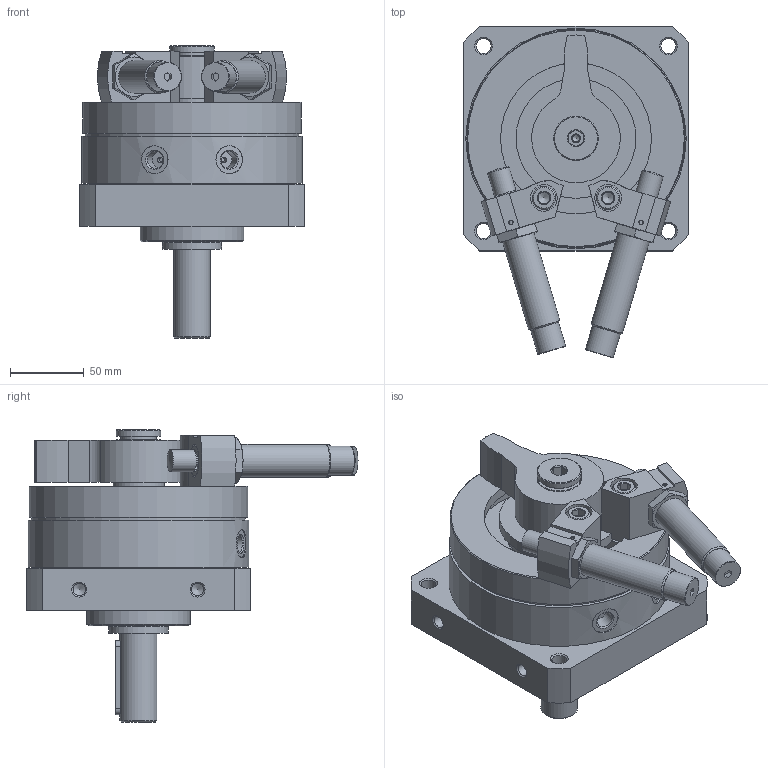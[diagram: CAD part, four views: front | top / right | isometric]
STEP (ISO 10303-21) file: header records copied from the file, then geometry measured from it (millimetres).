
FILE_DESCRIPTION(/* description */ ('STEP AP214'),/* implementation_level */ '2;1');
FILE_NAME(/* name */ '552081_DSM-63-270-CC-A-B',/* time_stamp */ '2024-08-21T18:51:26+02:00',/* author */ ('License CC BY-ND 4.0'),/* organization */ ('CADENAS'),/* preprocessor_version */ 'ST-DEVELOPER v19.3',/* originating_system */ 'PARTsolutions',/* authorisation */ ' ');
FILE_SCHEMA (('AUTOMOTIVE_DESIGN {1 0 10303 214 3 1 1}'));
Length unit declared in the file: millimetre
Products named in the file (9): 552081 DSM-63-270-CC-A-B--(0); 552081 DSM-63-270-CC-A-B_G---(B); 737476 DSM-63-BR---(HZ); 553593 DYSC-16-18-Y1F---(SD_0); 714510 DSM-63_NS; DIN-912 - M10x40(F); 337143 VAL-1/8-10 M22X1.5-6-27; 737477 DSM-63-BL---(HZ); 552081 DSM-63-270-CC-A-B_K---(B)
Assembly tree (12 placements, depth 2):
  552081 DSM-63-270-CC-A-B--(0)
    552081 DSM-63-270-CC-A-B_G---(B)
    737476 DSM-63-BR---(HZ)
    553593 DYSC-16-18-Y1F---(SD_0)  x2
    714510 DSM-63_NS  x2
    DIN-912 - M10x40(F)  x2
    337143 VAL-1/8-10 M22X1.5-6-27  x2
    737477 DSM-63-BL---(HZ)
    552081 DSM-63-270-CC-A-B_K---(B)
Bounding box: 152 x 224.42 x 197.4 mm (x, y, z)
Volume: 1654781.2 mm3; surface area: 248233.9 mm2
Topology: 12 solids, 12 shells, 364 faces, 815 edges, 509 vertices
Faces by surface type: plane 159, cylinder 111, cone 90, torus 2, sphere 2
Full cylindrical faces by diameter (mm): 2.459 x2, 3.6 x2, 4.917 x1, 8 x2, 8.376 x9, 10 x2, 10.106 x4, 10.5 x1, 11 x2, 11.445 x2, 15 x4, 16 x2, 18 x2, 19 x2, 19.6 x2, 20.376 x4, 22 x2, 24 x1, 25 x1, 30 x2, 30.1 x1, 35 x2, 40 x1, 69 x1, 70 x1, 81 x1, 102 x1, 116 x1, 129 x1, 144.6 x1
Entity records: 7796 total; most frequent: CARTESIAN_POINT 1405, DIRECTION 1357, ORIENTED_EDGE 1042, AXIS2_PLACEMENT_3D 565, EDGE_CURVE 521, FACE_BOUND 466, EDGE_LOOP 457, VERTEX_POINT 401
